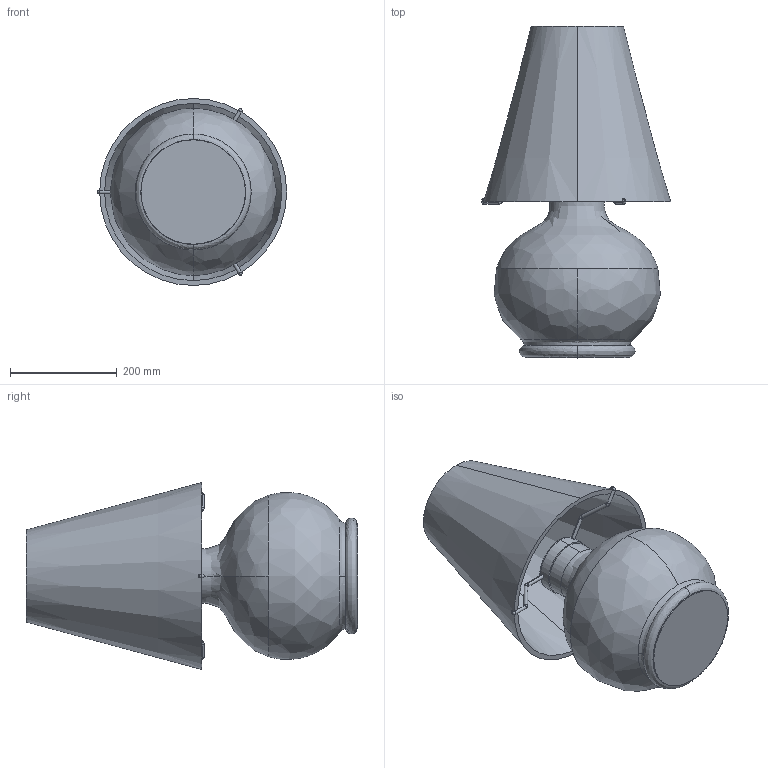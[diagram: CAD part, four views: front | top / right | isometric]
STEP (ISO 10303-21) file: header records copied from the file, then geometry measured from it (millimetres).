
FILE_DESCRIPTION (( 'STEP AP203' ), '1' );
FILE_NAME ('PARALUME_MEDIO_T_STEP.STEP', '2016-01-22T10:24:35', ( 'admin' ), ( '' ), 'SwSTEP 2.0', 'SolidWorks 2015', '' );
FILE_SCHEMA (( 'CONFIG_CONTROL_DESIGN' ));
Length unit declared in the file: millimetre
Products named in the file (2): PARALUME_MEDIO_T_STEP
Bounding box: 354.51 x 621.18 x 350 mm (x, y, z)
Volume: 6049903.2 mm3; surface area: 1191677.2 mm2
Topology: 7 solids, 7 shells, 114 faces, 257 edges, 163 vertices
Faces by surface type: bspline 44, cylinder 38, plane 26, cone 6
Entity records: 6178 total; most frequent: CARTESIAN_POINT 3702, ORIENTED_EDGE 514, DIRECTION 457, EDGE_CURVE 257, AXIS2_PLACEMENT_3D 199, VERTEX_POINT 163, CIRCLE 127, EDGE_LOOP 126
